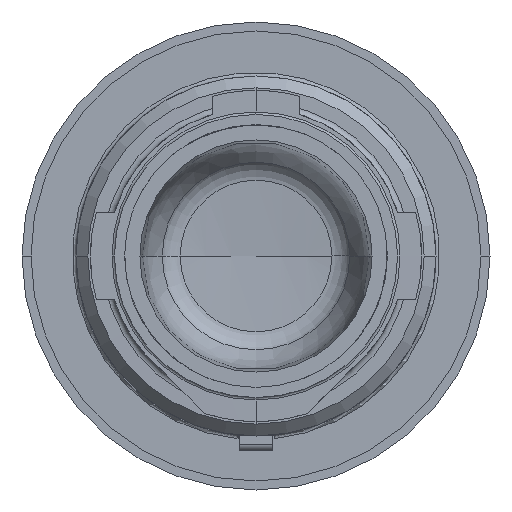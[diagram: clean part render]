
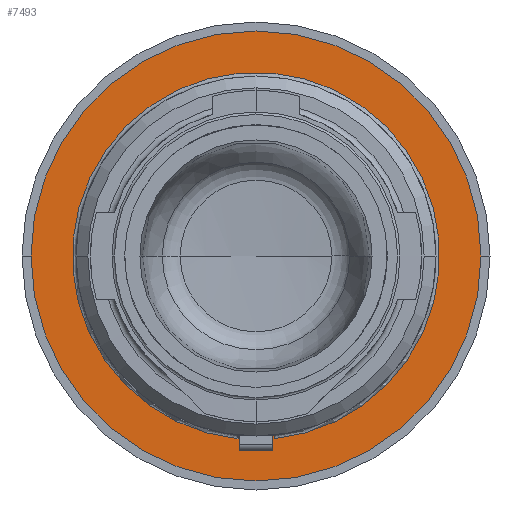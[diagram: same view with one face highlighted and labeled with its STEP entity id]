
A CAD part, front view. The second image highlights one B-rep face of the part: STEP entity #7493.
In plain terms, the highlighted planar face has unit normal (0, -1, 0).
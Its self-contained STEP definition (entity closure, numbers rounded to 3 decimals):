
#1283=CARTESIAN_POINT('',(0.,20.15,0.));
#1284=DIRECTION('',(0.,-1.,0.));
#1285=DIRECTION('',(0.,0.,-1.));
#1286=AXIS2_PLACEMENT_3D('',#1283,#1284,#1285);
#1298=CARTESIAN_POINT('',(0.,20.15,0.));
#1299=DIRECTION('',(0.,1.,0.));
#1300=DIRECTION('',(0.,0.,-1.));
#1301=AXIS2_PLACEMENT_3D('',#1298,#1299,#1300);
#1313=CARTESIAN_POINT('',(0.,20.15,0.));
#1314=DIRECTION('',(0.,-1.,0.));
#1315=DIRECTION('',(0.093,0.,-0.996));
#1316=AXIS2_PLACEMENT_3D('',#1313,#1314,#1315);
#1321=DIRECTION('',(0.,0.,-1.));
#1322=VECTOR('',#1321,0.301);
#1323=CARTESIAN_POINT('',(1.5,20.15,-14.925));
#1324=LINE('',#1323,#1322);
#1328=DIRECTION('',(0.,0.,-1.));
#1329=VECTOR('',#1328,0.301);
#1330=CARTESIAN_POINT('',(-1.5,20.15,-14.925));
#1331=LINE('',#1330,#1329);
#1335=CARTESIAN_POINT('',(0.,20.15,0.));
#1336=DIRECTION('',(0.,-1.,0.));
#1337=DIRECTION('',(-0.1,0.,-0.995));
#1338=AXIS2_PLACEMENT_3D('',#1335,#1336,#1337);
#1343=DIRECTION('',(0.,0.,-1.));
#1344=VECTOR('',#1343,0.765);
#1345=CARTESIAN_POINT('',(1.4,20.15,-14.935));
#1346=LINE('',#1345,#1344);
#1399=DIRECTION('',(-1.,0.,0.));
#1400=VECTOR('',#1399,2.8);
#1401=CARTESIAN_POINT('',(1.4,20.15,-15.7));
#1402=LINE('',#1401,#1400);
#1406=DIRECTION('',(0.,0.,1.));
#1407=VECTOR('',#1406,0.765);
#1408=CARTESIAN_POINT('',(-1.4,20.15,-15.7));
#1409=LINE('',#1408,#1407);
#1696=CARTESIAN_POINT('',(0.,20.15,0.));
#1697=DIRECTION('',(0.,1.,0.));
#1698=DIRECTION('',(-0.098,0.,-0.995));
#1699=AXIS2_PLACEMENT_3D('',#1696,#1697,#1698);
#5926=CARTESIAN_POINT('',(0.,20.15,18.75));
#5928=VERTEX_POINT('',#5926);
#5930=CARTESIAN_POINT('',(0.,20.15,-18.75));
#5932=VERTEX_POINT('',#5930);
#5940=CARTESIAN_POINT('',(1.5,20.15,-14.925));
#5942=VERTEX_POINT('',#5940);
#5944=CARTESIAN_POINT('',(-1.5,20.15,-14.925));
#5946=VERTEX_POINT('',#5944);
#5959=CARTESIAN_POINT('',(1.5,20.15,-15.226));
#5960=VERTEX_POINT('',#5959);
#5963=CARTESIAN_POINT('',(-1.5,20.15,-15.226));
#5964=VERTEX_POINT('',#5963);
#5965=CARTESIAN_POINT('',(1.4,20.15,-14.935));
#5966=CARTESIAN_POINT('',(1.4,20.15,-15.7));
#5967=VERTEX_POINT('',#5965);
#5968=VERTEX_POINT('',#5966);
#5971=CARTESIAN_POINT('',(-1.4,20.15,-15.7));
#5972=CARTESIAN_POINT('',(-1.4,20.15,-14.935));
#5973=VERTEX_POINT('',#5971);
#5974=VERTEX_POINT('',#5972);
#7466=CARTESIAN_POINT('',(0.,20.15,0.));
#7467=DIRECTION('',(0.,1.,0.));
#7468=DIRECTION('',(0.,0.,1.));
#7469=AXIS2_PLACEMENT_3D('',#7466,#7467,#7468);
#7470=PLANE('',#7469);
#7471=ORIENTED_EDGE('',*,*,#7459,.T.);
#7472=ORIENTED_EDGE('',*,*,#7448,.F.);
#7473=EDGE_LOOP('',(#7471,#7472));
#7474=FACE_OUTER_BOUND('',#7473,.F.);
#7476=ORIENTED_EDGE('',*,*,#7475,.F.);
#7478=ORIENTED_EDGE('',*,*,#7477,.T.);
#7480=ORIENTED_EDGE('',*,*,#7479,.T.);
#7482=ORIENTED_EDGE('',*,*,#7481,.F.);
#7484=ORIENTED_EDGE('',*,*,#7483,.F.);
#7486=ORIENTED_EDGE('',*,*,#7485,.T.);
#7488=ORIENTED_EDGE('',*,*,#7487,.F.);
#7490=ORIENTED_EDGE('',*,*,#7489,.F.);
#7491=EDGE_LOOP('',(#7476,#7478,#7480,#7482,#7484,#7486,#7488,#7490));
#7492=FACE_BOUND('',#7491,.F.);
#7493=ADVANCED_FACE('',(#7474,#7492),#7470,.F.);
#1287=CIRCLE('',#1286,18.75);
#1302=CIRCLE('',#1301,18.75);
#1317=CIRCLE('',#1316,15.);
#1339=CIRCLE('',#1338,15.);
#1700=CIRCLE('',#1699,15.3);
#7448=EDGE_CURVE('',#5932,#5928,#1287,.T.);
#7459=EDGE_CURVE('',#5932,#5928,#1302,.T.);
#7475=EDGE_CURVE('',#5967,#5968,#1346,.T.);
#7477=EDGE_CURVE('',#5967,#5942,#1317,.T.);
#7479=EDGE_CURVE('',#5942,#5960,#1324,.T.);
#7481=EDGE_CURVE('',#5964,#5960,#1700,.T.);
#7483=EDGE_CURVE('',#5946,#5964,#1331,.T.);
#7485=EDGE_CURVE('',#5946,#5974,#1339,.T.);
#7487=EDGE_CURVE('',#5973,#5974,#1409,.T.);
#7489=EDGE_CURVE('',#5968,#5973,#1402,.T.);
